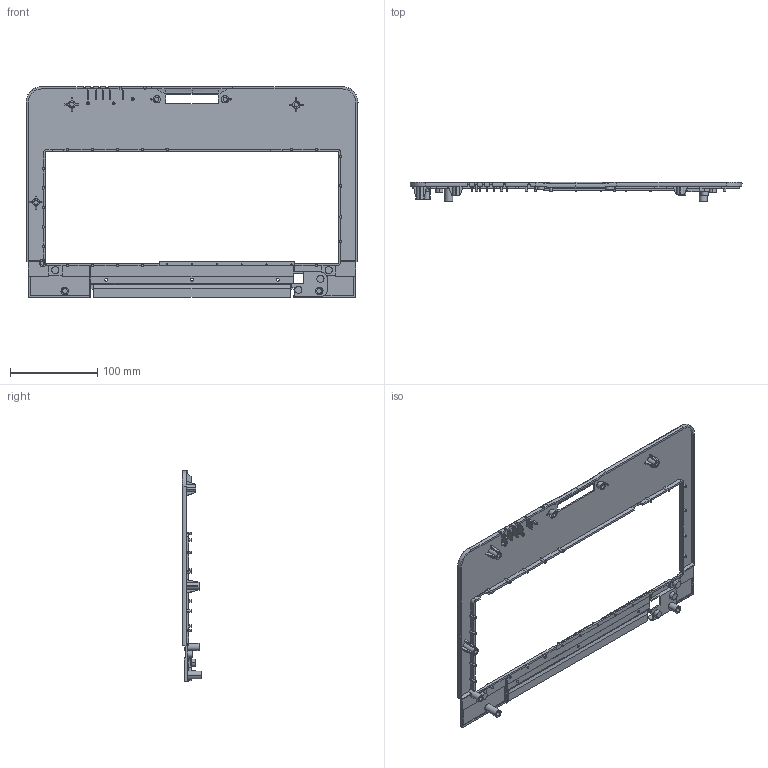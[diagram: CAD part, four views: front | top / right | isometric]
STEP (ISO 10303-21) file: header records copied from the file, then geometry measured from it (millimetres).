
FILE_DESCRIPTION(/* description */ (''),/* implementation_level */ '2;1');
FILE_NAME(/* name */ 'c_scalato.stp',/* time_stamp */ '2017-12-14T09:53:08+01:00',/* author */ (''),/* organization */ (''),/* preprocessor_version */ 'ST-DEVELOPER v16',/* originating_system */ 'SIEMENS PLM Software NX 11.0',/* authorisation */ '');
FILE_SCHEMA (('AUTOMOTIVE_DESIGN { 1 0 10303 214 3 1 1 1 }'));
Length unit declared in the file: millimetre
Products named in the file (1): silv1A2039E5xwju
Bounding box: 380.78 x 22.49 x 241.82 mm (x, y, z)
Volume: 132697.2 mm3; surface area: 122796.2 mm2
Topology: 1 solids, 1 shells, 618 faces, 1674 edges, 1108 vertices
Faces by surface type: plane 369, cylinder 213, bspline 22, extrusion 6, torus 4, cone 4
Entity records: 21248 total; most frequent: CARTESIAN_POINT 5407, ORIENTED_EDGE 3348, DIRECTION 3248, EDGE_CURVE 1674, VERTEX_POINT 1108, AXIS2_PLACEMENT_3D 1088, VECTOR 1072, LINE 1066
